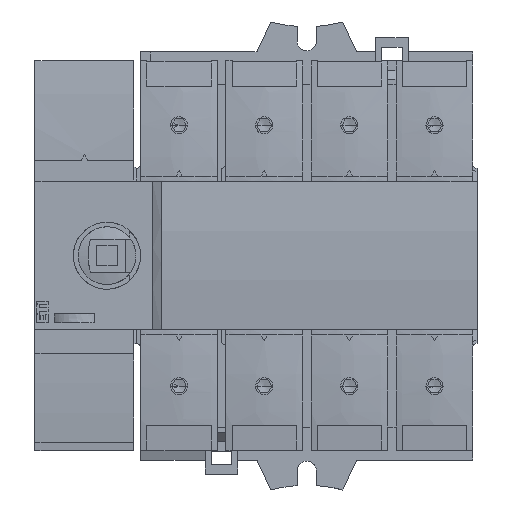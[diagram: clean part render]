
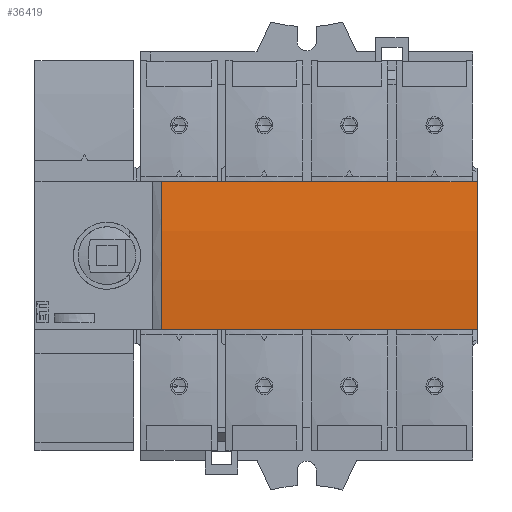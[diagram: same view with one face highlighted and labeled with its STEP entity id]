
A CAD part, top view. The second image highlights one B-rep face of the part: STEP entity #36419.
In plain terms, the highlighted cylindrical face has radius 200 mm (diameter 400 mm), a partial arc.
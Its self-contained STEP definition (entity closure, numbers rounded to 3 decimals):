
#24725=DIRECTION('',(-1.,0.,0.));
#24726=VECTOR('',#24725,96.4);
#24727=CARTESIAN_POINT('',(113.,22.5,62.73));
#24728=LINE('',#24727,#24726);
#24890=CARTESIAN_POINT('',(113.,0.,
-136.));
#24891=DIRECTION('',(1.,0.,0.));
#24892=DIRECTION('',(0.,0.112,0.994));
#24893=AXIS2_PLACEMENT_3D('',#24890,#24891,#24892);
#24898=CARTESIAN_POINT('',(16.6,0.,
-136.));
#24899=DIRECTION('',(-1.,0.,0.));
#24900=DIRECTION('',(0.,-0.113,0.994));
#24901=AXIS2_PLACEMENT_3D('',#24898,#24899,#24900);
#25217=DIRECTION('',(1.,0.,0.));
#25218=VECTOR('',#25217,96.4);
#25219=CARTESIAN_POINT('',(16.6,-22.5,
62.73));
#25220=LINE('',#25219,#25218);
#34357=CARTESIAN_POINT('',(16.6,22.5,62.73));
#34359=VERTEX_POINT('',#34357);
#34370=CARTESIAN_POINT('',(16.6,-22.5,
62.73));
#34371=VERTEX_POINT('',#34370);
#34798=CARTESIAN_POINT('',(113.,22.5,62.73));
#34799=VERTEX_POINT('',#34798);
#34801=CARTESIAN_POINT('',(113.,-22.5,
62.73));
#34803=VERTEX_POINT('',#34801);
#36405=CARTESIAN_POINT('',(74.,0.,
-136.));
#36406=DIRECTION('',(1.,0.,0.));
#36407=DIRECTION('',(0.,0.,1.));
#36408=AXIS2_PLACEMENT_3D('',#36405,#36406,#36407);
#36409=CYLINDRICAL_SURFACE('',#36408,200.);
#36410=ORIENTED_EDGE('',*,*,#36350,.F.);
#36412=ORIENTED_EDGE('',*,*,#36411,.T.);
#36414=ORIENTED_EDGE('',*,*,#36413,.F.);
#36416=ORIENTED_EDGE('',*,*,#36415,.T.);
#36417=EDGE_LOOP('',(#36410,#36412,#36414,#36416));
#36418=FACE_OUTER_BOUND('',#36417,.F.);
#24894=CIRCLE('',#24893,200.);
#24902=CIRCLE('',#24901,200.);
#36350=EDGE_CURVE('',#34799,#34359,#24728,.T.);
#36411=EDGE_CURVE('',#34799,#34803,#24894,.T.);
#36413=EDGE_CURVE('',#34371,#34803,#25220,.T.);
#36415=EDGE_CURVE('',#34371,#34359,#24902,.T.);
#36419=ADVANCED_FACE('',(#36418),#36409,.T.);
